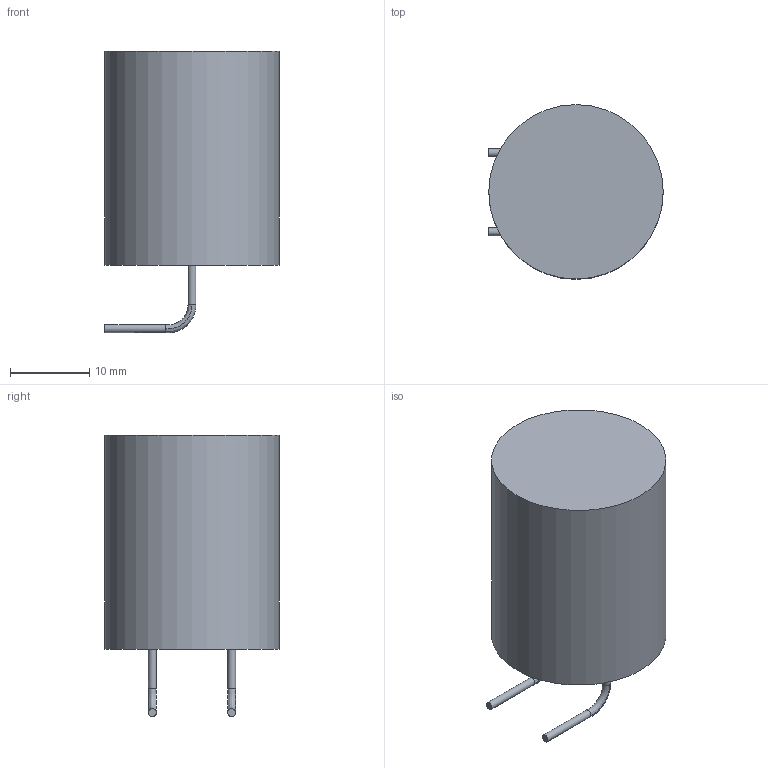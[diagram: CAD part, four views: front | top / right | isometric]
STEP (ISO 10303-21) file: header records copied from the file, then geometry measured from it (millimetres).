
FILE_DESCRIPTION(('STEP AP214'), '1');
FILE_NAME('CAPPRD10W2D25H25B 縺 搿膧', '', ('UNSPECIFIED'), ('UNSPECIFIED'), 'ASCON STEP Converter 1.6', 'ASCON Math Kernel', '');
FILE_SCHEMA(('AUTOMOTIVE_DESIGN { 1 0 10303 214 3 1 1}'));
Length unit declared in the file: millimetre
Bounding box: 22 x 22 x 35.52 mm (x, y, z)
Volume: 10291.5 mm3; surface area: 2737.8 mm2
Topology: 1 solids, 1 shells, 13 faces, 23 edges, 14 vertices
Faces by surface type: cylinder 5, plane 4, bspline 4
Full cylindrical faces by diameter (mm): 1 x4, 22 x1
Entity records: 982 total; most frequent: CARTESIAN_POINT 638, ORIENTED_EDGE 36, DIRECTION 32, EDGE_LOOP 20, EDGE_CURVE 18, AXIS2_PLACEMENT_3D 16, COLOUR_RGB 14, FILL_AREA_STYLE_COLOUR 14
